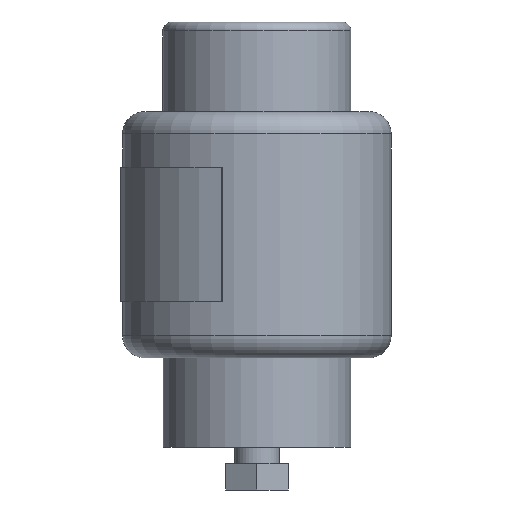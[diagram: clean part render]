
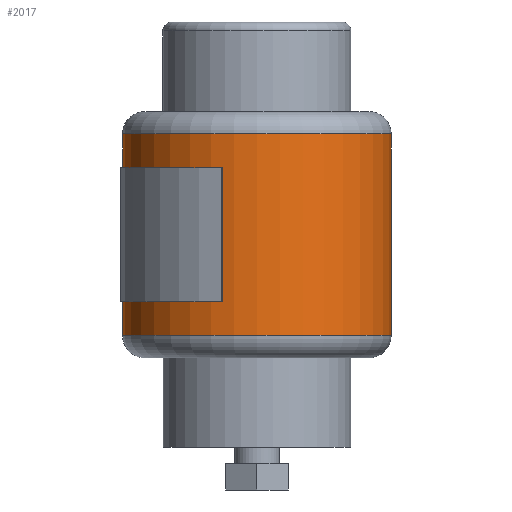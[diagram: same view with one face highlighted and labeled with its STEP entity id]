
A CAD part, left-side view. The second image highlights one B-rep face of the part: STEP entity #2017.
In plain terms, the highlighted cylindrical face has radius 30 mm (diameter 60 mm), a partial arc.
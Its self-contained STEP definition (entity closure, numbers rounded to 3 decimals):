
#904=CARTESIAN_POINT('',(0.,0.,-70.));
#905=DIRECTION('',(0.,0.,1.));
#906=DIRECTION('',(0.,1.,0.));
#907=AXIS2_PLACEMENT_3D('',#904,#905,#906);
#912=DIRECTION('',(0.,0.,1.));
#913=VECTOR('',#912,45.);
#914=CARTESIAN_POINT('',(0.,30.,-70.));
#915=LINE('',#914,#913);
#919=CARTESIAN_POINT('',(0.,0.,-25.));
#920=DIRECTION('',(0.,0.,1.));
#921=DIRECTION('',(0.,1.,0.));
#922=AXIS2_PLACEMENT_3D('',#919,#920,#921);
#927=DIRECTION('',(0.,0.,1.));
#928=VECTOR('',#927,45.);
#929=CARTESIAN_POINT('',(0.,-30.,-70.));
#930=LINE('',#929,#928);
#1402=CARTESIAN_POINT('',(0.,30.,-70.));
#1403=CARTESIAN_POINT('',(0.,-30.,-70.));
#1404=VERTEX_POINT('',#1402);
#1405=VERTEX_POINT('',#1403);
#1414=CARTESIAN_POINT('',(0.,30.,-25.));
#1415=CARTESIAN_POINT('',(0.,-30.,-25.));
#1416=VERTEX_POINT('',#1414);
#1417=VERTEX_POINT('',#1415);
#2003=CARTESIAN_POINT('',(0.,0.,4.75));
#2004=DIRECTION('',(0.,0.,-1.));
#2005=DIRECTION('',(0.,-1.,0.));
#2006=AXIS2_PLACEMENT_3D('',#2003,#2004,#2005);
#2007=CYLINDRICAL_SURFACE('',#2006,30.);
#2008=ORIENTED_EDGE('',*,*,#1993,.F.);
#2010=ORIENTED_EDGE('',*,*,#2009,.T.);
#2012=ORIENTED_EDGE('',*,*,#2011,.T.);
#2014=ORIENTED_EDGE('',*,*,#2013,.F.);
#2015=EDGE_LOOP('',(#2008,#2010,#2012,#2014));
#2016=FACE_OUTER_BOUND('',#2015,.F.);
#2017=ADVANCED_FACE('',(#2016),#2007,.T.);
#908=CIRCLE('',#907,30.);
#923=CIRCLE('',#922,30.);
#1993=EDGE_CURVE('',#1404,#1405,#908,.T.);
#2009=EDGE_CURVE('',#1404,#1416,#915,.T.);
#2011=EDGE_CURVE('',#1416,#1417,#923,.T.);
#2013=EDGE_CURVE('',#1405,#1417,#930,.T.);
